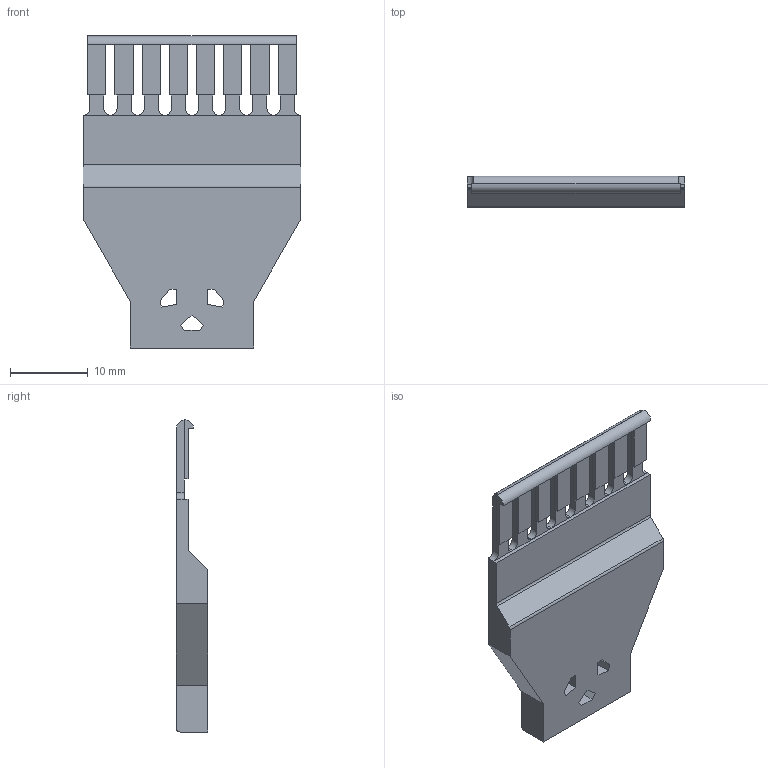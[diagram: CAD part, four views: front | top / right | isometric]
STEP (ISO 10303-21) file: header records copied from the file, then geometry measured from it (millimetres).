
FILE_DESCRIPTION(('CATIA V5 STEP Exchange','CAx-IF Rec.Pracs.--- Model Styling and Organization---1.2---2011-12-15'),'2;1');
FILE_NAME ('D1453776_0_1627830000_1627830000.stp','2018-09-19T04:04:38+00:00',('none'),('Weidmueller'),'CATIA Version 5-6 Release 2014','CATIA V5 STEP AP214','none');
FILE_SCHEMA(('AUTOMOTIVE_DESIGN { 1 0 10303 214 1 1 1 1 }'));
Length unit declared in the file: millimetre
Products named in the file (1): 1627830000
Bounding box: 28 x 4 x 40.2 mm (x, y, z)
Volume: 1657.1 mm3; surface area: 2555.1 mm2
Topology: 1 solids, 1 shells, 131 faces, 371 edges, 236 vertices
Faces by surface type: plane 110, cylinder 21
Entity records: 3990 total; most frequent: ORIENTED_EDGE 742, CARTESIAN_POINT 702, DIRECTION 559, EDGE_CURVE 371, VECTOR 329, LINE 329, VERTEX_POINT 236, EDGE_LOOP 145
